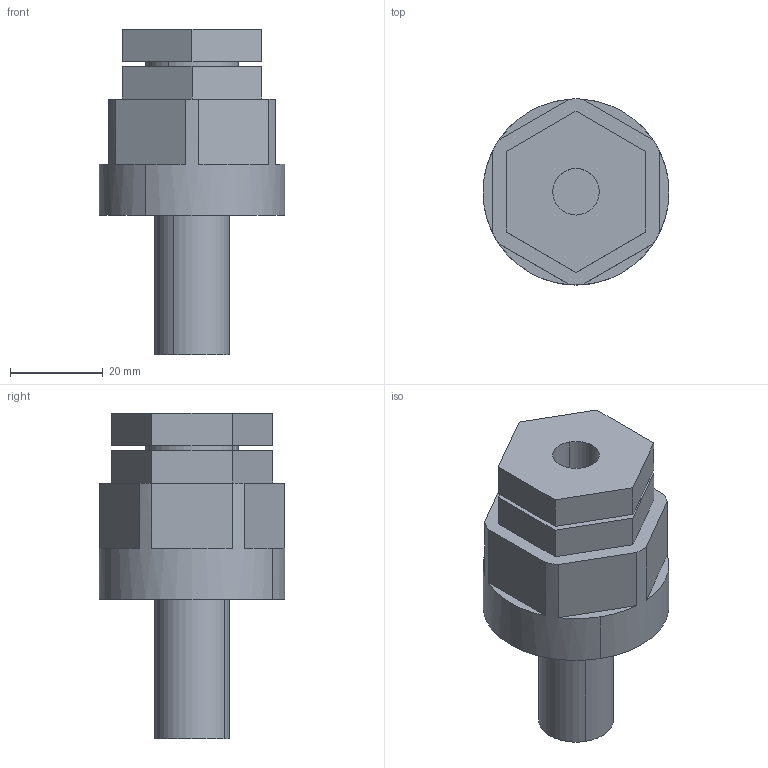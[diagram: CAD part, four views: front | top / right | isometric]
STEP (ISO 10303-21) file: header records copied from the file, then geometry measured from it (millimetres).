
FILE_DESCRIPTION (( 'STEP AP203' ), '1' );
FILE_NAME ('bj330-16040.STEP', '2021-10-25T01:22:21', ( '' ), ( '' ), 'SwSTEP 2.0', 'SolidWorks 2020', '' );
FILE_SCHEMA (( 'CONFIG_CONTROL_DESIGN' ));
Length unit declared in the file: millimetre
Products named in the file (3): bj330-16040_02; bj330-16040; bj330-16040_01
Assembly tree (2 placements, depth 2):
  bj330-16040
    bj330-16040_01
    bj330-16040_02
Bounding box: 40 x 40 x 70 mm (x, y, z)
Volume: 45129.9 mm3; surface area: 13707.2 mm2
Topology: 2 solids, 2 shells, 43 faces, 102 edges, 68 vertices
Faces by surface type: plane 33, cylinder 10
Entity records: 1553 total; most frequent: DIRECTION 230, CARTESIAN_POINT 218, ORIENTED_EDGE 204, EDGE_CURVE 102, AXIS2_PLACEMENT_3D 80, VECTOR 70, LINE 70, VERTEX_POINT 68
